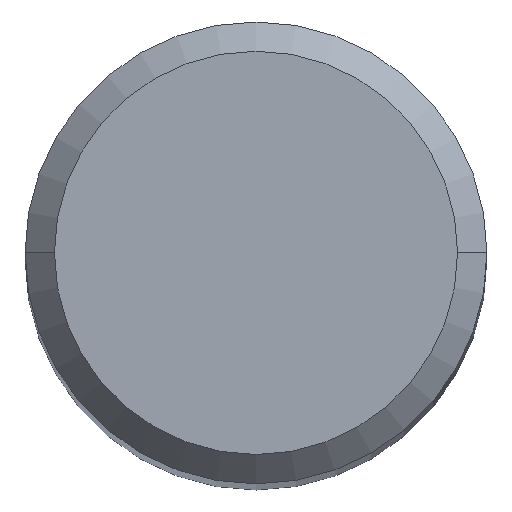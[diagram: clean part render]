
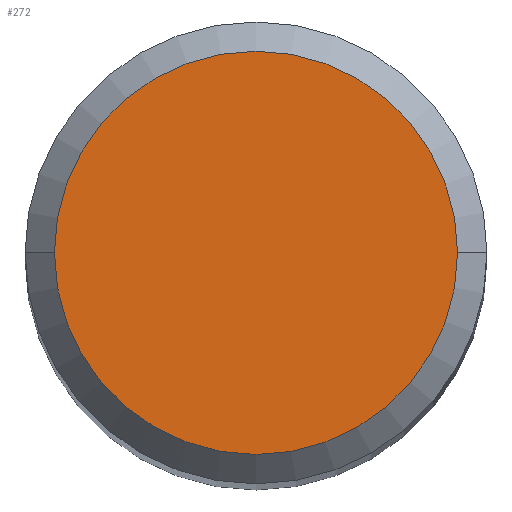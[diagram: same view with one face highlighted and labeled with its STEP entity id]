
A CAD part, top view. The second image highlights one B-rep face of the part: STEP entity #272.
In plain terms, the highlighted planar face has unit normal (0, 0, 1).
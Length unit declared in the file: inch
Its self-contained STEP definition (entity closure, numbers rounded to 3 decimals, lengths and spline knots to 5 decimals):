
#12 = CARTESIAN_POINT ( 'NONE',  ( 0.10311, 0., 2.24409 ) ) ;
#40 = DIRECTION ( 'NONE',  ( 1., 0., 0. ) ) ;
#42 = CARTESIAN_POINT ( 'NONE',  ( 0., 0., 2.24409 ) ) ;
#51 = EDGE_CURVE ( 'NONE', #244, #339, #216, .T. ) ;
#94 = CARTESIAN_POINT ( 'NONE',  ( 0., 0., 2.24409 ) ) ;
#100 = AXIS2_PLACEMENT_3D ( 'NONE', #285, #198, #282 ) ;
#133 = AXIS2_PLACEMENT_3D ( 'NONE', #94, #357, #245 ) ;
#157 = FACE_OUTER_BOUND ( 'NONE', #376, .T. ) ;
#167 = ORIENTED_EDGE ( 'NONE', *, *, #367, .T. ) ;
#184 = CARTESIAN_POINT ( 'NONE',  ( -0.10311, 0., 2.24409 ) ) ;
#198 = DIRECTION ( 'NONE',  ( 0., 0., 1. ) ) ;
#216 = CIRCLE ( 'NONE', #100, 0.10311 ) ;
#217 = CIRCLE ( 'NONE', #284, 0.10311 ) ;
#244 = VERTEX_POINT ( 'NONE', #184 ) ;
#245 = DIRECTION ( 'NONE',  ( 1., 0., 0. ) ) ;
#272 = ADVANCED_FACE ( 'NONE', ( #157 ), #305, .T. ) ;
#282 = DIRECTION ( 'NONE',  ( 1., 0., 0. ) ) ;
#284 = AXIS2_PLACEMENT_3D ( 'NONE', #42, #295, #40 ) ;
#285 = CARTESIAN_POINT ( 'NONE',  ( 0., 0., 2.24409 ) ) ;
#295 = DIRECTION ( 'NONE',  ( 0., 0., 1. ) ) ;
#305 = PLANE ( 'NONE',  #133 ) ;
#315 = ORIENTED_EDGE ( 'NONE', *, *, #51, .T. ) ;
#339 = VERTEX_POINT ( 'NONE', #12 ) ;
#357 = DIRECTION ( 'NONE',  ( 0., 0., 1. ) ) ;
#367 = EDGE_CURVE ( 'NONE', #339, #244, #217, .T. ) ;
#376 = EDGE_LOOP ( 'NONE', ( #315, #167 ) ) ;
